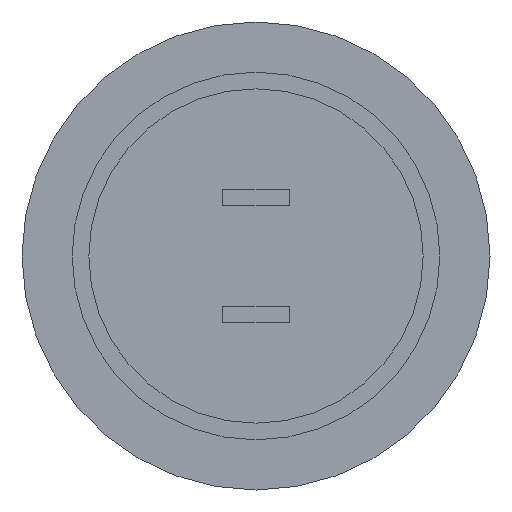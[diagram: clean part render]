
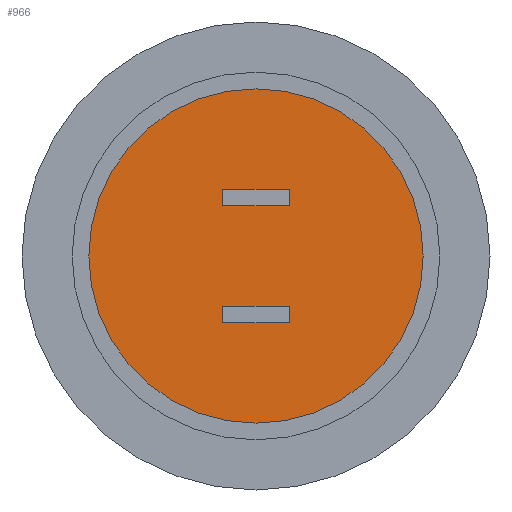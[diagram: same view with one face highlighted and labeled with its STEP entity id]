
A CAD part, front view. The second image highlights one B-rep face of the part: STEP entity #966.
In plain terms, the highlighted planar face has unit normal (0, -1, 0).
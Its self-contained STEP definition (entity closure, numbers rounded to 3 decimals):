
#1 = DIRECTION ( 'NONE',  ( 0., 0., -1. ) ) ;
#13 = DIRECTION ( 'NONE',  ( 1., 0., 0. ) ) ;
#18 = CARTESIAN_POINT ( 'NONE',  ( 1., 0., -1.5 ) ) ;
#60 = CARTESIAN_POINT ( 'NONE',  ( 1., 0., -1.5 ) ) ;
#61 = LINE ( 'NONE', #836, #1071 ) ;
#81 = DIRECTION ( 'NONE',  ( 0., 0., -1. ) ) ;
#85 = CARTESIAN_POINT ( 'NONE',  ( 0., 0., 5. ) ) ;
#86 = AXIS2_PLACEMENT_3D ( 'NONE', #365, #367, #701 ) ;
#102 = CARTESIAN_POINT ( 'NONE',  ( 0., 0., 0. ) ) ;
#148 = EDGE_CURVE ( 'NONE', #892, #859, #177, .T. ) ;
#154 = CARTESIAN_POINT ( 'NONE',  ( 5., 0., 0. ) ) ;
#177 = LINE ( 'NONE', #478, #320 ) ;
#180 = ORIENTED_EDGE ( 'NONE', *, *, #550, .T. ) ;
#181 = VERTEX_POINT ( 'NONE', #480 ) ;
#197 = VERTEX_POINT ( 'NONE', #60 ) ;
#224 = CARTESIAN_POINT ( 'NONE',  ( -1., 0., -2. ) ) ;
#225 = DIRECTION ( 'NONE',  ( 1., 0., 0. ) ) ;
#227 = VECTOR ( 'NONE', #81, 1000. ) ;
#239 = AXIS2_PLACEMENT_3D ( 'NONE', #102, #858, #450 ) ;
#251 = CARTESIAN_POINT ( 'NONE',  ( -1., 0., -1.5 ) ) ;
#253 = EDGE_LOOP ( 'NONE', ( #180, #716 ) ) ;
#254 = CARTESIAN_POINT ( 'NONE',  ( 1., 0., 2. ) ) ;
#265 = EDGE_CURVE ( 'NONE', #197, #335, #397, .T. ) ;
#303 = CIRCLE ( 'NONE', #239, 5. ) ;
#320 = VECTOR ( 'NONE', #225, 1000. ) ;
#322 = ORIENTED_EDGE ( 'NONE', *, *, #589, .F. ) ;
#323 = VERTEX_POINT ( 'NONE', #922 ) ;
#329 = EDGE_CURVE ( 'NONE', #372, #350, #435, .T. ) ;
#335 = VERTEX_POINT ( 'NONE', #418 ) ;
#350 = VERTEX_POINT ( 'NONE', #579 ) ;
#365 = CARTESIAN_POINT ( 'NONE',  ( 0., 0., 0. ) ) ;
#367 = DIRECTION ( 'NONE',  ( 0., -1., 0. ) ) ;
#372 = VERTEX_POINT ( 'NONE', #990 ) ;
#380 = CIRCLE ( 'NONE', #86, 5. ) ;
#397 = LINE ( 'NONE', #1050, #1077 ) ;
#418 = CARTESIAN_POINT ( 'NONE',  ( -1., 0., -1.5 ) ) ;
#421 = CARTESIAN_POINT ( 'NONE',  ( 1., 0., 1.5 ) ) ;
#435 = LINE ( 'NONE', #254, #762 ) ;
#450 = DIRECTION ( 'NONE',  ( 0., 0., -1. ) ) ;
#459 = LINE ( 'NONE', #499, #227 ) ;
#478 = CARTESIAN_POINT ( 'NONE',  ( 1., 0., -2. ) ) ;
#480 = CARTESIAN_POINT ( 'NONE',  ( 0., 0., -5. ) ) ;
#499 = CARTESIAN_POINT ( 'NONE',  ( -1., 0., 1.5 ) ) ;
#502 = ORIENTED_EDGE ( 'NONE', *, *, #329, .F. ) ;
#522 = FACE_BOUND ( 'NONE', #752, .T. ) ;
#550 = EDGE_CURVE ( 'NONE', #181, #949, #303, .T. ) ;
#572 = VECTOR ( 'NONE', #791, 1000. ) ;
#577 = ORIENTED_EDGE ( 'NONE', *, *, #975, .F. ) ;
#579 = CARTESIAN_POINT ( 'NONE',  ( -1., 0., 2. ) ) ;
#581 = EDGE_CURVE ( 'NONE', #949, #181, #380, .T. ) ;
#583 = VECTOR ( 'NONE', #1, 1000. ) ;
#586 = DIRECTION ( 'NONE',  ( 0., 0., 1. ) ) ;
#589 = EDGE_CURVE ( 'NONE', #859, #197, #681, .T. ) ;
#595 = ORIENTED_EDGE ( 'NONE', *, *, #1007, .F. ) ;
#666 = PLANE ( 'NONE',  #758 ) ;
#674 = DIRECTION ( 'NONE',  ( 0., -1., 0. ) ) ;
#675 = ORIENTED_EDGE ( 'NONE', *, *, #959, .F. ) ;
#681 = LINE ( 'NONE', #18, #572 ) ;
#685 = ORIENTED_EDGE ( 'NONE', *, *, #148, .F. ) ;
#701 = DIRECTION ( 'NONE',  ( 0., 0., -1. ) ) ;
#716 = ORIENTED_EDGE ( 'NONE', *, *, #581, .T. ) ;
#731 = LINE ( 'NONE', #251, #583 ) ;
#744 = FACE_BOUND ( 'NONE', #989, .T. ) ;
#752 = EDGE_LOOP ( 'NONE', ( #502, #675, #1048, #577 ) ) ;
#758 = AXIS2_PLACEMENT_3D ( 'NONE', #154, #674, #1004 ) ;
#759 = CARTESIAN_POINT ( 'NONE',  ( 1., 0., 1.5 ) ) ;
#762 = VECTOR ( 'NONE', #830, 1000. ) ;
#772 = FACE_OUTER_BOUND ( 'NONE', #253, .T. ) ;
#791 = DIRECTION ( 'NONE',  ( 0., 0., 1. ) ) ;
#830 = DIRECTION ( 'NONE',  ( -1., 0., 0. ) ) ;
#836 = CARTESIAN_POINT ( 'NONE',  ( 1., 0., 1.5 ) ) ;
#858 = DIRECTION ( 'NONE',  ( 0., -1., 0. ) ) ;
#859 = VERTEX_POINT ( 'NONE', #900 ) ;
#892 = VERTEX_POINT ( 'NONE', #224 ) ;
#900 = CARTESIAN_POINT ( 'NONE',  ( 1., 0., -2. ) ) ;
#922 = CARTESIAN_POINT ( 'NONE',  ( -1., 0., 1.5 ) ) ;
#940 = LINE ( 'NONE', #759, #977 ) ;
#949 = VERTEX_POINT ( 'NONE', #85 ) ;
#959 = EDGE_CURVE ( 'NONE', #1010, #372, #61, .T. ) ;
#966 = ADVANCED_FACE ( 'NONE', ( #772, #744, #522 ), #666, .T. ) ;
#972 = DIRECTION ( 'NONE',  ( -1., 0., 0. ) ) ;
#975 = EDGE_CURVE ( 'NONE', #350, #323, #459, .T. ) ;
#977 = VECTOR ( 'NONE', #13, 1000. ) ;
#989 = EDGE_LOOP ( 'NONE', ( #1047, #322, #685, #595 ) ) ;
#990 = CARTESIAN_POINT ( 'NONE',  ( 1., 0., 2. ) ) ;
#1004 = DIRECTION ( 'NONE',  ( 0., 0., -1. ) ) ;
#1007 = EDGE_CURVE ( 'NONE', #335, #892, #731, .T. ) ;
#1010 = VERTEX_POINT ( 'NONE', #421 ) ;
#1019 = EDGE_CURVE ( 'NONE', #323, #1010, #940, .T. ) ;
#1047 = ORIENTED_EDGE ( 'NONE', *, *, #265, .F. ) ;
#1048 = ORIENTED_EDGE ( 'NONE', *, *, #1019, .F. ) ;
#1050 = CARTESIAN_POINT ( 'NONE',  ( 1., 0., -1.5 ) ) ;
#1071 = VECTOR ( 'NONE', #586, 1000. ) ;
#1077 = VECTOR ( 'NONE', #972, 1000. ) ;
